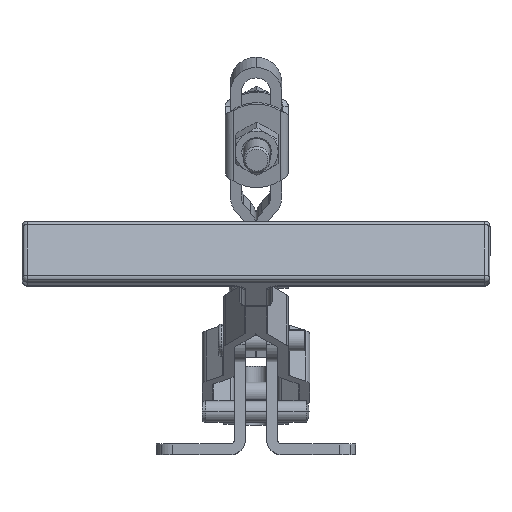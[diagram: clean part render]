
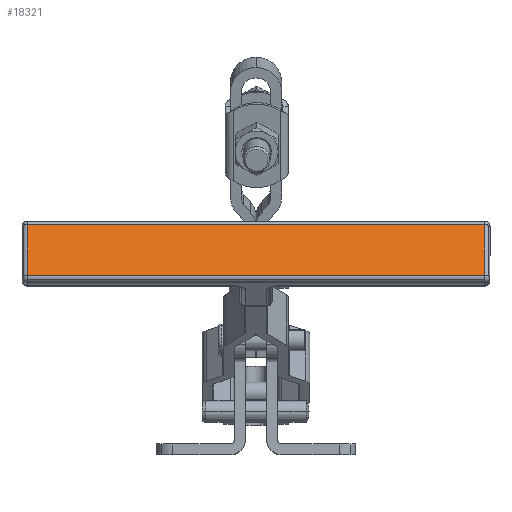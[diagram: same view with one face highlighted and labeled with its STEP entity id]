
A CAD part, top view. The second image highlights one B-rep face of the part: STEP entity #18321.
In plain terms, the highlighted planar face has unit normal (0, 0.337, 0.942).
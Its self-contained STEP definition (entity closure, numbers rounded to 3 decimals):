
#749=CARTESIAN_POINT('',(-177.371,46.805,77.958));
#750=VERTEX_POINT('',#749);
#758=CARTESIAN_POINT('',(-177.371,56.221,74.59));
#759=VERTEX_POINT('',#758);
#760=CARTESIAN_POINT('',(-177.371,46.805,77.958));
#761=DIRECTION('',(0.,0.942,-0.337));
#762=VECTOR('',#761,10.);
#763=LINE('',#760,#762);
#764=EDGE_CURVE('',#750,#759,#763,.T.);
#798=CARTESIAN_POINT('',(-92.371,56.221,74.59));
#799=VERTEX_POINT('',#798);
#800=CARTESIAN_POINT('',(-177.371,56.221,74.59));
#801=DIRECTION('',(1.0,0.0,0.0));
#802=VECTOR('',#801,85.);
#803=LINE('',#800,#802);
#804=EDGE_CURVE('',#759,#799,#803,.T.);
#873=CARTESIAN_POINT('',(-92.371,46.805,77.958));
#874=VERTEX_POINT('',#873);
#882=CARTESIAN_POINT('',(-92.371,46.805,77.958));
#883=DIRECTION('',(-1.0,0.0,0.0));
#884=VECTOR('',#883,85.0);
#885=LINE('',#882,#884);
#886=EDGE_CURVE('',#874,#750,#885,.T.);
#920=CARTESIAN_POINT('',(-92.371,56.221,74.59));
#921=DIRECTION('',(0.,-0.942,0.337));
#922=VECTOR('',#921,10.);
#923=LINE('',#920,#922);
#924=EDGE_CURVE('',#799,#874,#923,.T.);
#18310=CARTESIAN_POINT('',(-134.871,51.513,76.274));
#18311=DIRECTION('',(0.,0.337,0.942));
#18312=DIRECTION('',(-1.0,0.0,0.0));
#18313=AXIS2_PLACEMENT_3D('',#18310,#18311,#18312);
#18314=PLANE('',#18313);
#18315=ORIENTED_EDGE('',*,*,#764,.F.);
#18316=ORIENTED_EDGE('',*,*,#886,.F.);
#18317=ORIENTED_EDGE('',*,*,#924,.F.);
#18318=ORIENTED_EDGE('',*,*,#804,.F.);
#18319=EDGE_LOOP('',(#18315,#18316,#18317,#18318));
#18320=FACE_OUTER_BOUND('',#18319,.T.);
#18321=ADVANCED_FACE('',(#18320),#18314,.T.);
